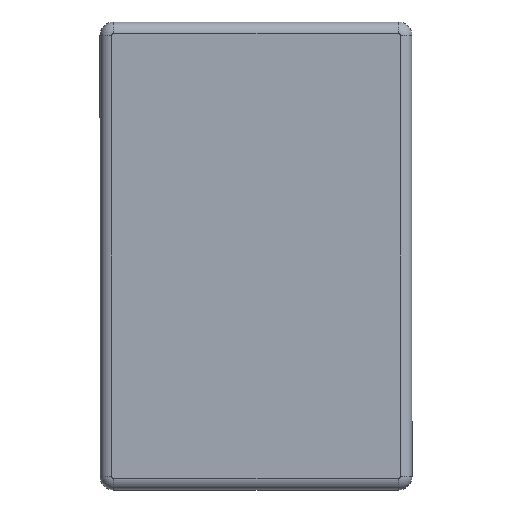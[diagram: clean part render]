
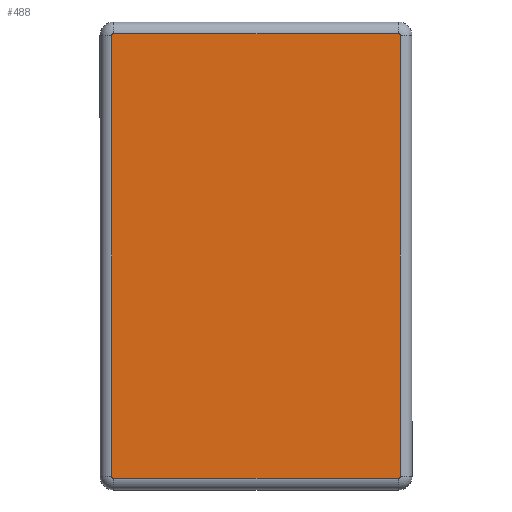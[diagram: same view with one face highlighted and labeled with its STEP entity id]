
A CAD part, front view. The second image highlights one B-rep face of the part: STEP entity #488.
In plain terms, the highlighted planar face has unit normal (0, -1, 0).
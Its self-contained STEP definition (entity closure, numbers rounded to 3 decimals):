
#3 = VECTOR ( 'NONE', #506, 1000. ) ;
#10 = CARTESIAN_POINT ( 'NONE',  ( -37., -4., 56.5 ) ) ;
#25 = DIRECTION ( 'NONE',  ( 0., 1., 0. ) ) ;
#31 = CIRCLE ( 'NONE', #423, 0.5 ) ;
#41 = ORIENTED_EDGE ( 'NONE', *, *, #521, .F. ) ;
#43 = CARTESIAN_POINT ( 'NONE',  ( 37., -4., 28.25 ) ) ;
#52 = CARTESIAN_POINT ( 'NONE',  ( 36.5, -4., -56.5 ) ) ;
#60 = VERTEX_POINT ( 'NONE', #103 ) ;
#66 = VECTOR ( 'NONE', #320, 1000. ) ;
#67 = VERTEX_POINT ( 'NONE', #236 ) ;
#68 = EDGE_CURVE ( 'NONE', #190, #220, #337, .T. ) ;
#80 = LINE ( 'NONE', #43, #3 ) ;
#91 = EDGE_CURVE ( 'NONE', #60, #293, #291, .T. ) ;
#99 = CARTESIAN_POINT ( 'NONE',  ( -37., -4., -28.25 ) ) ;
#102 = VERTEX_POINT ( 'NONE', #530 ) ;
#103 = CARTESIAN_POINT ( 'NONE',  ( 36.5, -4., -57. ) ) ;
#127 = EDGE_CURVE ( 'NONE', #376, #285, #407, .T. ) ;
#128 = PLANE ( 'NONE',  #333 ) ;
#133 = EDGE_LOOP ( 'NONE', ( #345, #159, #361, #356, #174, #394, #496, #41 ) ) ;
#143 = CARTESIAN_POINT ( 'NONE',  ( 36.5, -4., 56.5 ) ) ;
#159 = ORIENTED_EDGE ( 'NONE', *, *, #68, .F. ) ;
#161 = CARTESIAN_POINT ( 'NONE',  ( -18.25, -4., 57. ) ) ;
#174 = ORIENTED_EDGE ( 'NONE', *, *, #127, .F. ) ;
#190 = VERTEX_POINT ( 'NONE', #197 ) ;
#197 = CARTESIAN_POINT ( 'NONE',  ( 36.5, -4., 57. ) ) ;
#209 = EDGE_CURVE ( 'NONE', #293, #376, #31, .T. ) ;
#211 = VECTOR ( 'NONE', #346, 1000. ) ;
#220 = VERTEX_POINT ( 'NONE', #417 ) ;
#226 = DIRECTION ( 'NONE',  ( 0., 0., -1. ) ) ;
#236 = CARTESIAN_POINT ( 'NONE',  ( -36.5, -4., 57. ) ) ;
#274 = DIRECTION ( 'NONE',  ( 0., 1., 0. ) ) ;
#283 = DIRECTION ( 'NONE',  ( 0., 0., 1. ) ) ;
#285 = VERTEX_POINT ( 'NONE', #10 ) ;
#291 = LINE ( 'NONE', #318, #66 ) ;
#293 = VERTEX_POINT ( 'NONE', #348 ) ;
#306 = FACE_OUTER_BOUND ( 'NONE', #133, .T. ) ;
#309 = DIRECTION ( 'NONE',  ( 0., 0., 1. ) ) ;
#317 = EDGE_CURVE ( 'NONE', #220, #102, #80, .T. ) ;
#318 = CARTESIAN_POINT ( 'NONE',  ( 18.25, -4., -57. ) ) ;
#320 = DIRECTION ( 'NONE',  ( -1., 0., 0. ) ) ;
#333 = AXIS2_PLACEMENT_3D ( 'NONE', #473, #350, #309 ) ;
#337 = CIRCLE ( 'NONE', #420, 0.5 ) ;
#345 = ORIENTED_EDGE ( 'NONE', *, *, #317, .F. ) ;
#346 = DIRECTION ( 'NONE',  ( 1., 0., 0. ) ) ;
#348 = CARTESIAN_POINT ( 'NONE',  ( -36.5, -4., -57. ) ) ;
#350 = DIRECTION ( 'NONE',  ( 0., 1., 0. ) ) ;
#351 = CARTESIAN_POINT ( 'NONE',  ( -37., -4., -56.5 ) ) ;
#352 = EDGE_CURVE ( 'NONE', #67, #190, #436, .T. ) ;
#356 = ORIENTED_EDGE ( 'NONE', *, *, #458, .F. ) ;
#361 = ORIENTED_EDGE ( 'NONE', *, *, #352, .F. ) ;
#367 = VECTOR ( 'NONE', #283, 1000. ) ;
#369 = AXIS2_PLACEMENT_3D ( 'NONE', #481, #390, #226 ) ;
#376 = VERTEX_POINT ( 'NONE', #351 ) ;
#390 = DIRECTION ( 'NONE',  ( 0., 1., 0. ) ) ;
#394 = ORIENTED_EDGE ( 'NONE', *, *, #209, .F. ) ;
#396 = AXIS2_PLACEMENT_3D ( 'NONE', #52, #25, #408 ) ;
#407 = LINE ( 'NONE', #99, #367 ) ;
#408 = DIRECTION ( 'NONE',  ( 0., 0., -1. ) ) ;
#411 = CARTESIAN_POINT ( 'NONE',  ( -36.5, -4., -56.5 ) ) ;
#414 = DIRECTION ( 'NONE',  ( 0., 0., 1. ) ) ;
#417 = CARTESIAN_POINT ( 'NONE',  ( 37., -4., 56.5 ) ) ;
#420 = AXIS2_PLACEMENT_3D ( 'NONE', #143, #274, #446 ) ;
#423 = AXIS2_PLACEMENT_3D ( 'NONE', #411, #457, #414 ) ;
#436 = LINE ( 'NONE', #161, #211 ) ;
#446 = DIRECTION ( 'NONE',  ( 0., 0., -1. ) ) ;
#457 = DIRECTION ( 'NONE',  ( 0., 1., 0. ) ) ;
#458 = EDGE_CURVE ( 'NONE', #285, #67, #523, .T. ) ;
#473 = CARTESIAN_POINT ( 'NONE',  ( 0., -4., 0. ) ) ;
#481 = CARTESIAN_POINT ( 'NONE',  ( -36.5, -4., 56.5 ) ) ;
#488 = ADVANCED_FACE ( 'NONE', ( #306 ), #128, .F. ) ;
#496 = ORIENTED_EDGE ( 'NONE', *, *, #91, .F. ) ;
#506 = DIRECTION ( 'NONE',  ( 0., 0., -1. ) ) ;
#521 = EDGE_CURVE ( 'NONE', #102, #60, #544, .T. ) ;
#523 = CIRCLE ( 'NONE', #369, 0.5 ) ;
#530 = CARTESIAN_POINT ( 'NONE',  ( 37., -4., -56.5 ) ) ;
#544 = CIRCLE ( 'NONE', #396, 0.5 ) ;
